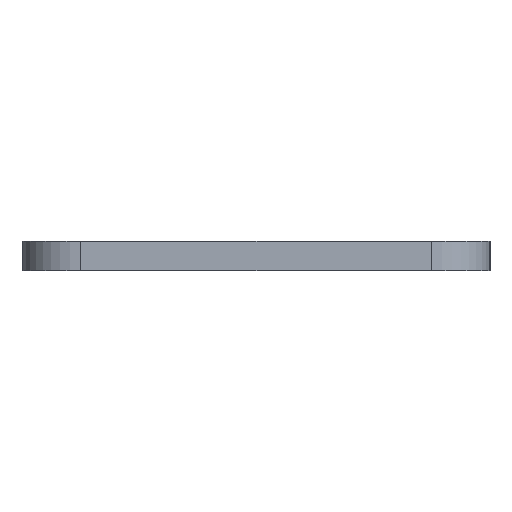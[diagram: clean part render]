
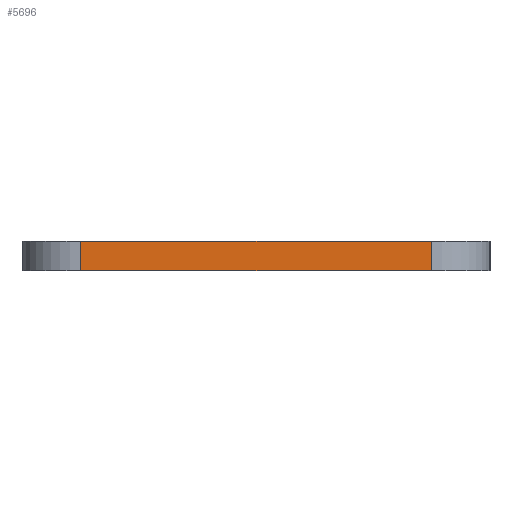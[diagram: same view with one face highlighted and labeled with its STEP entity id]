
A CAD part, left-side view. The second image highlights one B-rep face of the part: STEP entity #5696.
In plain terms, the highlighted planar face has unit normal (-1, 0, 0).
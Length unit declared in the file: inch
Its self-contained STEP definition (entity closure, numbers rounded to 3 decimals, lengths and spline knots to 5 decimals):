
#268=FACE_OUTER_BOUND('',#658,.T.);
#658=EDGE_LOOP('',(#4401,#4402,#4403,#4404));
#948=LINE('',#8341,#1520);
#1087=LINE('',#8907,#1659);
#1229=LINE('',#9480,#1801);
#1231=LINE('',#9483,#1803);
#1520=VECTOR('',#6598,39.37008);
#1659=VECTOR('',#7025,39.37008);
#1801=VECTOR('',#7459,39.37008);
#1803=VECTOR('',#7463,39.37008);
#2382=VERTEX_POINT('',#8327);
#2388=VERTEX_POINT('',#8339);
#2670=VERTEX_POINT('',#8904);
#2671=VERTEX_POINT('',#8906);
#2964=EDGE_CURVE('',#2382,#2388,#948,.T.);
#3246=EDGE_CURVE('',#2670,#2671,#1087,.T.);
#3533=EDGE_CURVE('',#2382,#2670,#1229,.T.);
#3535=EDGE_CURVE('',#2388,#2671,#1231,.T.);
#4401=ORIENTED_EDGE('',*,*,#2964,.T.);
#4402=ORIENTED_EDGE('',*,*,#3535,.T.);
#4403=ORIENTED_EDGE('',*,*,#3246,.F.);
#4404=ORIENTED_EDGE('',*,*,#3533,.F.);
#5551=PLANE('',#6293);
#5696=ADVANCED_FACE('',(#268),#5551,.T.);
#6293=AXIS2_PLACEMENT_3D('',#9482,#7461,#7462);
#6598=DIRECTION('',(0.,-1.,0.));
#7025=DIRECTION('',(0.,-1.,0.));
#7459=DIRECTION('',(0.,0.,1.));
#7461=DIRECTION('center_axis',(-1.,0.,0.));
#7462=DIRECTION('ref_axis',(0.,-1.,0.));
#7463=DIRECTION('',(0.,0.,1.));
#8327=CARTESIAN_POINT('',(-0.25,1.5,0.));
#8339=CARTESIAN_POINT('',(-0.25,0.,0.));
#8341=CARTESIAN_POINT('',(-0.25,1.5,0.));
#8904=CARTESIAN_POINT('',(-0.25,1.5,0.125));
#8906=CARTESIAN_POINT('',(-0.25,0.,0.125));
#8907=CARTESIAN_POINT('',(-0.25,1.5,0.125));
#9480=CARTESIAN_POINT('',(-0.25,1.5,0.));
#9482=CARTESIAN_POINT('Origin',(-0.25,1.5,0.));
#9483=CARTESIAN_POINT('',(-0.25,0.,0.));
